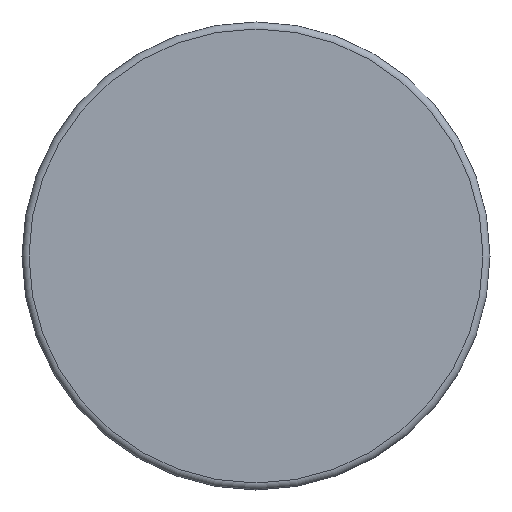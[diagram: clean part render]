
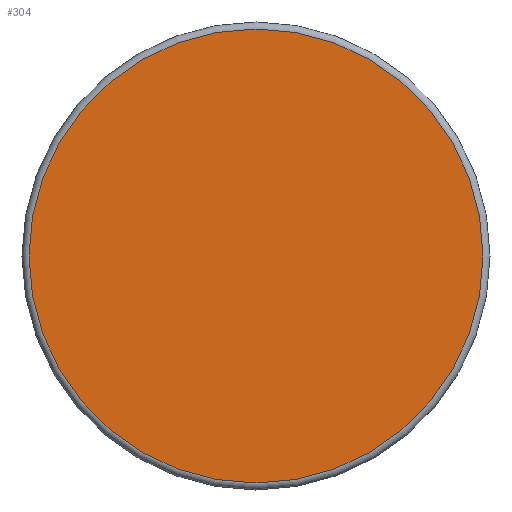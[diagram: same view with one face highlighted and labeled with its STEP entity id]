
A CAD part, front view. The second image highlights one B-rep face of the part: STEP entity #304.
In plain terms, the highlighted planar face has unit normal (0, -1, 0).
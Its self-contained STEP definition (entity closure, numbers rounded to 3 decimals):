
#27=PLANE('',#343);
#31=FACE_OUTER_BOUND('',#46,.T.);
#46=EDGE_LOOP('',(#210,#211));
#78=CIRCLE('',#344,9.718);
#79=CIRCLE('',#345,9.718);
#120=VERTEX_POINT('',#530);
#121=VERTEX_POINT('',#531);
#158=EDGE_CURVE('',#120,#121,#78,.T.);
#159=EDGE_CURVE('',#121,#120,#79,.T.);
#210=ORIENTED_EDGE('',*,*,#158,.F.);
#211=ORIENTED_EDGE('',*,*,#159,.F.);
#304=ADVANCED_FACE('',(#31),#27,.T.);
#343=AXIS2_PLACEMENT_3D('',#529,#409,#410);
#344=AXIS2_PLACEMENT_3D('',#532,#411,#412);
#345=AXIS2_PLACEMENT_3D('',#533,#413,#414);
#409=DIRECTION('center_axis',(0.,-1.,0.));
#410=DIRECTION('ref_axis',(0.,0.,-1.));
#411=DIRECTION('center_axis',(0.,1.,0.));
#412=DIRECTION('ref_axis',(-1.,0.,0.));
#413=DIRECTION('center_axis',(0.,1.,0.));
#414=DIRECTION('ref_axis',(-1.,0.,0.));
#529=CARTESIAN_POINT('Origin',(-4.859,0.,0.));
#530=CARTESIAN_POINT('',(-9.718,0.,0.));
#531=CARTESIAN_POINT('',(0.,0.,-9.718));
#532=CARTESIAN_POINT('Origin',(0.,0.,0.));
#533=CARTESIAN_POINT('Origin',(0.,0.,0.));
